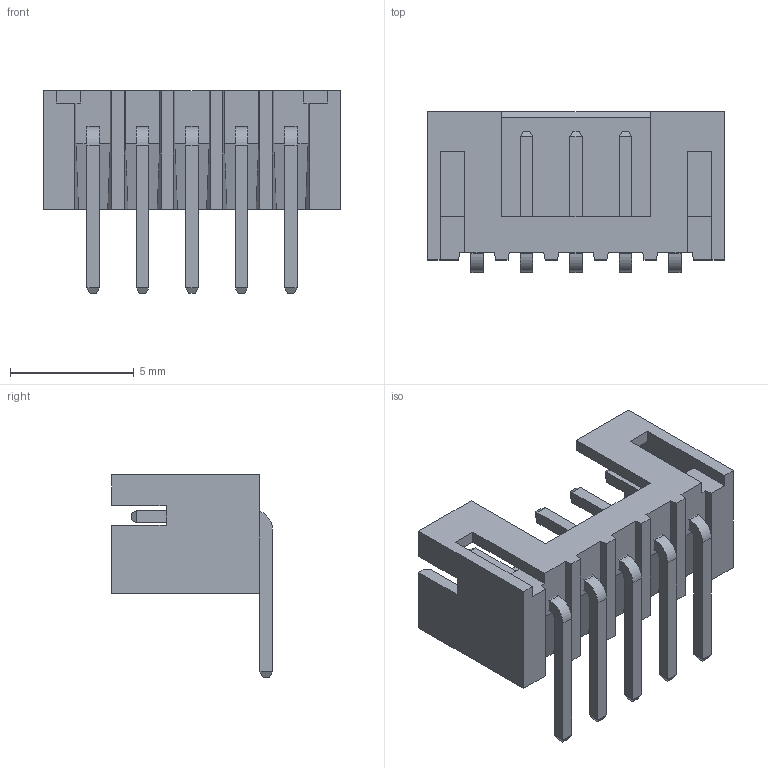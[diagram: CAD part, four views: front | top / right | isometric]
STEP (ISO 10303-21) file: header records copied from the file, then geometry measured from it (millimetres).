
FILE_DESCRIPTION(('STEP AP214'), '1');
FILE_NAME('DS1066', '2019-04-17T17:28:24', ('Nobody'), (''), 'ASCON STEP Converter 1.3', 'ASCON Math Kernel', '');
FILE_SCHEMA(('AUTOMOTIVE_DESIGN { 1 0 10303 214 3 1 1}'));
Length unit declared in the file: millimetre
Assembly tree (6 placements, depth 2):
  (unnamed)
    (unnamed)
    (unnamed)  x5
Bounding box: 12 x 6.5 x 8.2 mm (x, y, z)
Volume: 135.1 mm3; surface area: 528.3 mm2
Topology: 6 solids, 6 shells, 150 faces, 382 edges, 240 vertices
Faces by surface type: plane 140, cylinder 10
Entity records: 3358 total; most frequent: CARTESIAN_POINT 451, ORIENTED_EDGE 444, DIRECTION 396, EDGE_CURVE 222, LINE 218, VECTOR 218, VERTEX_POINT 144, AXIS2_PLACEMENT_3D 89
